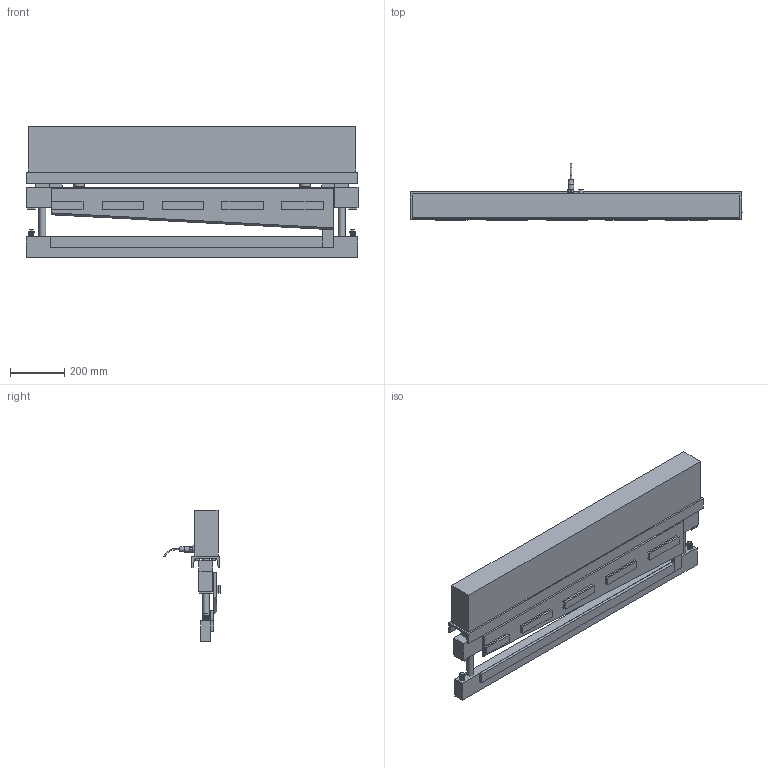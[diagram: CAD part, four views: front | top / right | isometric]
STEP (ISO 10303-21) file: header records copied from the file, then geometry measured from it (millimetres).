
FILE_DESCRIPTION(/* description */ (''),/* implementation_level */ '2;1');
FILE_NAME(/* name */ 'SKC1000.stp',/* time_stamp */ '2017-03-10T08:55:36-05:00',/* author */ ('MArrecis'),/* organization */ (''),/* preprocessor_version */ 'ST-DEVELOPER v16.1',/* originating_system */ 'Autodesk Inventor 2016',/* authorisation */ '');
FILE_SCHEMA (('CONFIG_CONTROL_DESIGN'));
Length unit declared in the file: millimetre
Products named in the file (1): 216066_Shrinkwrap_1
Bounding box: 1220 x 208.32 x 481.57 mm (x, y, z)
Surface area: 2044897.4 mm2 (no closed solid volume)
Topology: 0 solids, 86 shells, 264 faces, 772 edges, 570 vertices
Faces by surface type: plane 208, cylinder 50, bspline 4, torus 1, cone 1
Full cylindrical faces by diameter (mm): 5.5 x1, 8 x2, 10 x10, 13 x2, 14.287 x4, 16.3 x1, 17.272 x1, 19.05 x2, 21 x1, 25 x2, 39.688 x2
Entity records: 29862 total; most frequent: CARTESIAN_POINT 22711, DIRECTION 1364, ORIENTED_EDGE 1104, EDGE_CURVE 740, LINE 598, VECTOR 598, VERTEX_POINT 568, AXIS2_PLACEMENT_3D 383
